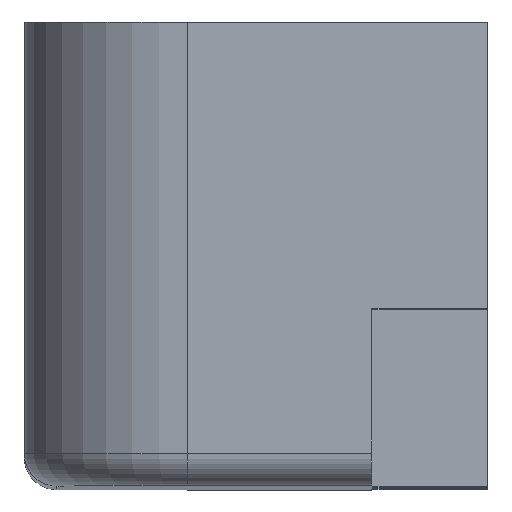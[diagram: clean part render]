
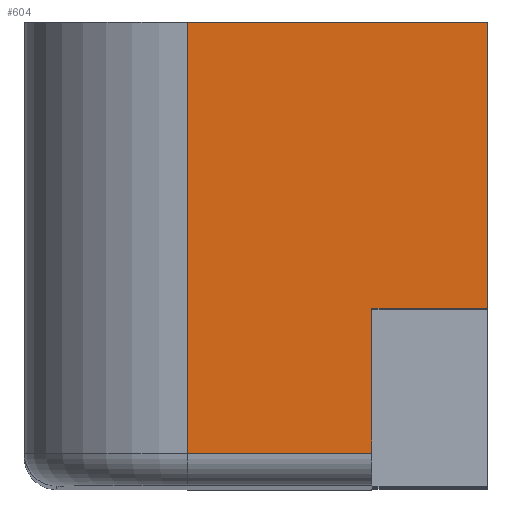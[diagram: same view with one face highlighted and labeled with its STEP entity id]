
A CAD part, top view. The second image highlights one B-rep face of the part: STEP entity #604.
In plain terms, the highlighted planar face has unit normal (0, 0, 1).
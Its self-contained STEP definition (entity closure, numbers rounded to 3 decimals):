
#240 = VERTEX_POINT('',#241);
#241 = CARTESIAN_POINT('',(21.25,0.,112.));
#338 = VERTEX_POINT('',#339);
#339 = CARTESIAN_POINT('',(21.25,-26.25,112.));
#345 = EDGE_CURVE('',#240,#338,#346,.T.);
#346 = LINE('',#347,#348);
#347 = CARTESIAN_POINT('',(21.25,0.,112.));
#348 = VECTOR('',#349,1.);
#349 = DIRECTION('',(0.,-1.,0.));
#361 = EDGE_CURVE('',#240,#362,#364,.T.);
#362 = VERTEX_POINT('',#363);
#363 = CARTESIAN_POINT('',(-6.25,0.,112.));
#364 = LINE('',#365,#366);
#365 = CARTESIAN_POINT('',(21.25,0.,112.));
#366 = VECTOR('',#367,1.);
#367 = DIRECTION('',(-1.,0.,0.));
#604 = ADVANCED_FACE('',(#605),#639,.F.);
#605 = FACE_BOUND('',#606,.F.);
#606 = EDGE_LOOP('',(#607,#615,#616,#617,#625,#633));
#607 = ORIENTED_EDGE('',*,*,#608,.F.);
#608 = EDGE_CURVE('',#362,#609,#611,.T.);
#609 = VERTEX_POINT('',#610);
#610 = CARTESIAN_POINT('',(-6.25,-39.5,112.));
#611 = LINE('',#612,#613);
#612 = CARTESIAN_POINT('',(-6.25,0.,112.));
#613 = VECTOR('',#614,1.);
#614 = DIRECTION('',(0.,-1.,0.));
#615 = ORIENTED_EDGE('',*,*,#361,.F.);
#616 = ORIENTED_EDGE('',*,*,#345,.T.);
#617 = ORIENTED_EDGE('',*,*,#618,.T.);
#618 = EDGE_CURVE('',#338,#619,#621,.T.);
#619 = VERTEX_POINT('',#620);
#620 = CARTESIAN_POINT('',(10.625,-26.25,112.));
#621 = LINE('',#622,#623);
#622 = CARTESIAN_POINT('',(21.25,-26.25,112.));
#623 = VECTOR('',#624,1.);
#624 = DIRECTION('',(-1.,0.,0.));
#625 = ORIENTED_EDGE('',*,*,#626,.F.);
#626 = EDGE_CURVE('',#627,#619,#629,.T.);
#627 = VERTEX_POINT('',#628);
#628 = CARTESIAN_POINT('',(10.625,-39.5,112.));
#629 = LINE('',#630,#631);
#630 = CARTESIAN_POINT('',(10.625,-42.5,112.));
#631 = VECTOR('',#632,1.);
#632 = DIRECTION('',(0.,1.,0.));
#633 = ORIENTED_EDGE('',*,*,#634,.T.);
#634 = EDGE_CURVE('',#627,#609,#635,.T.);
#635 = LINE('',#636,#637);
#636 = CARTESIAN_POINT('',(10.625,-39.5,112.));
#637 = VECTOR('',#638,1.);
#638 = DIRECTION('',(-1.,-0.,0.));
#639 = PLANE('',#640);
#640 = AXIS2_PLACEMENT_3D('',#641,#642,#643);
#641 = CARTESIAN_POINT('',(21.25,0.,112.));
#642 = DIRECTION('',(0.,0.,-1.));
#643 = DIRECTION('',(-1.,0.,0.));
